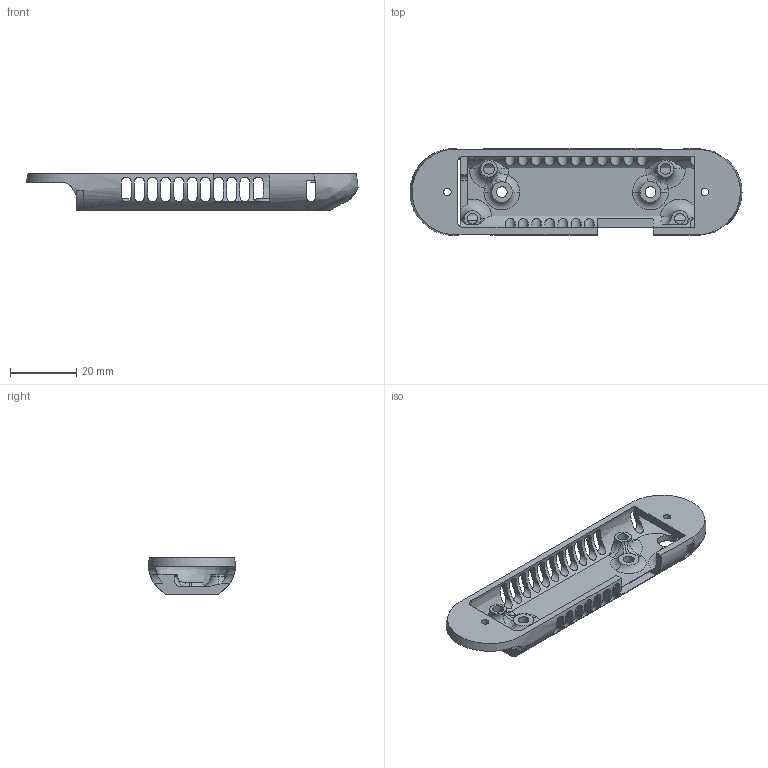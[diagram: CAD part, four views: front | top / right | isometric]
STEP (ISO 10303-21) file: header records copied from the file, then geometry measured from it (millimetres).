
FILE_DESCRIPTION (( 'STEP AP214' ), '1' );
FILE_NAME ('D430零件1—未来7100Pro尼龙黑色.STEP', '2025-10-28T03:32:41', ( '' ), ( '' ), 'SwSTEP 2.0', 'SolidWorks 2022', '' );
FILE_SCHEMA (( 'AUTOMOTIVE_DESIGN' ));
Length unit declared in the file: millimetre
Products named in the file (1): D430零件1—未来7100Pro尼龙黑色
Bounding box: 100.59 x 26.27 x 11 mm (x, y, z)
Volume: 6944 mm3; surface area: 8173.1 mm2
Topology: 1 solids, 1 shells, 211 faces, 627 edges, 415 vertices
Faces by surface type: cylinder 88, plane 75, bspline 28, torus 20
Entity records: 15619 total; most frequent: CARTESIAN_POINT 10508, ORIENTED_EDGE 1254, DIRECTION 762, EDGE_CURVE 627, VERTEX_POINT 415, B_SPLINE_CURVE_WITH_KNOTS 341, AXIS2_PLACEMENT_3D 298, EDGE_LOOP 260
